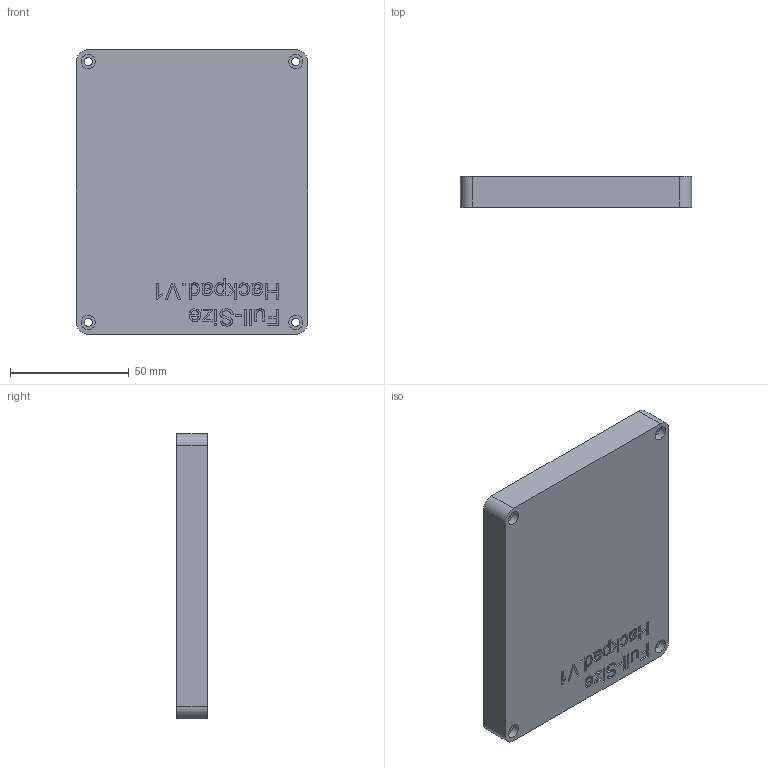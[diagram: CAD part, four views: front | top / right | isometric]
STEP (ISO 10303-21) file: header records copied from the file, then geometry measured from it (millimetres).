
FILE_DESCRIPTION(/* description */ ('','CAx-IF Rec.Pracs.---Representation and Presentation of Product Manufacturing Information (PMI)---4.0---2014-10-13'),/* implementation_level */ '2;1');
FILE_NAME(/* name */ 'Bottom Case v1.step',/* time_stamp */ '2025-02-28T12:58:22+05:30',/* author */ (''),/* organization */ (''),/* preprocessor_version */ 'ST-DEVELOPER v20',/* originating_system */ 'Autodesk Translation Framework v13.20.0.188',/* authorisation */ '');
FILE_SCHEMA (('AP242_MANAGED_MODEL_BASED_3D_ENGINEERING_MIM_LF { 1 0 10303 442 1 1 4 }'));
Length unit declared in the file: millimetre
Products named in the file (2): Bottom Case; Numpad Plate
Assembly tree (1 placements, depth 2):
  Bottom Case
    Numpad Plate
Bounding box: 97.2 x 13 x 119.67 mm (x, y, z)
Volume: 71522.1 mm3; surface area: 33735.7 mm2
Topology: 1 solids, 1 shells, 364 faces, 987 edges, 658 vertices
Faces by surface type: bspline 187, plane 161, cylinder 16
Full cylindrical faces by diameter (mm): 3.4 x4, 6 x8
Entity records: 13182 total; most frequent: CARTESIAN_POINT 5191, ORIENTED_EDGE 1974, DIRECTION 1005, EDGE_CURVE 987, VERTEX_POINT 658, LINE 581, VECTOR 581, EDGE_LOOP 405
